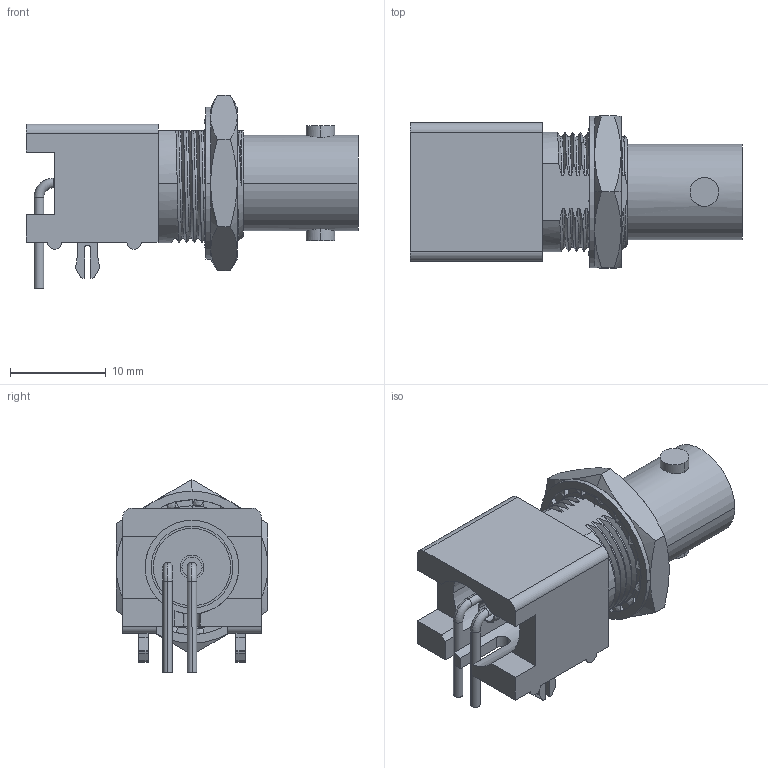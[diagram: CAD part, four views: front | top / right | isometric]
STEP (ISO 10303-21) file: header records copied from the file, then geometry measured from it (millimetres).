
FILE_DESCRIPTION(('STEP AP214'),'1');
FILE_NAME('12413.step','2020-06-02T10:08:06',(' '),('ANSOFT Corporation'),'Spatial InterOp 3D',' ',' ');
FILE_SCHEMA(('AUTOMOTIVE_DESIGN { 1 0 10303 214 1 1 1 1 }'));
Length unit declared in the file: millimetre
Products named in the file (1): 112413_Unnamed_2
Bounding box: 34.7 x 15.88 x 20.19 mm (x, y, z)
Volume: 3408 mm3; surface area: 3602 mm2
Topology: 2 solids, 2 shells, 380 faces, 1074 edges, 678 vertices
Faces by surface type: plane 137, cylinder 112, bspline 98, cone 29, torus 4
Entity records: 32056 total; most frequent: CARTESIAN_POINT 20475, ORIENTED_EDGE 2032, DIRECTION 1447, EDGE_CURVE 1016, VERTEX_POINT 650, AXIS2_PLACEMENT_3D 486, LINE 475, VECTOR 475
